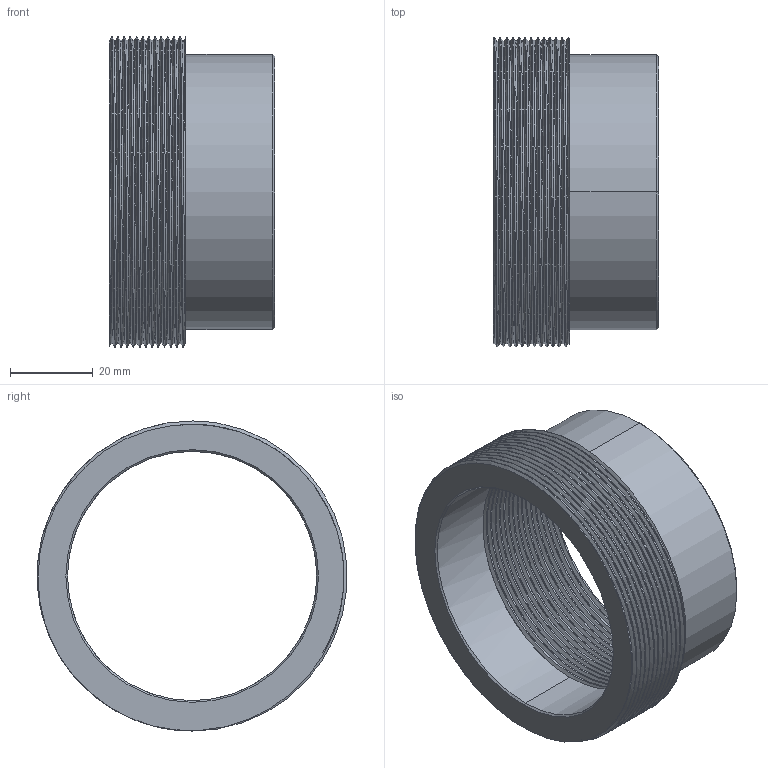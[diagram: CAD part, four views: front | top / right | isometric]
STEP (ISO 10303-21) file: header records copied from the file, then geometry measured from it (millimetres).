
FILE_DESCRIPTION (( 'STEP AP203' ), '1' );
FILE_NAME ('LR-131-G 2_17106880.STEP', '2024-09-03T10:22:58', ( '' ), ( '' ), 'SwSTEP 2.0', 'SolidWorks 2024', '' );
FILE_SCHEMA (( 'CONFIG_CONTROL_DESIGN' ));
Length unit declared in the file: millimetre
Products named in the file (1): LR-131-G 2_17106880
Bounding box: 40 x 74.86 x 75 mm (x, y, z)
Volume: 38547.2 mm3; surface area: 24812.9 mm2
Topology: 1 solids, 1 shells, 75 faces, 210 edges, 138 vertices
Faces by surface type: cylinder 61, bspline 6, cone 4, plane 4
Entity records: 7339 total; most frequent: CARTESIAN_POINT 5715, ORIENTED_EDGE 420, DIRECTION 234, EDGE_CURVE 210, VERTEX_POINT 138, AXIS2_PLACEMENT_3D 83, EDGE_LOOP 78, ADVANCED_FACE 75
